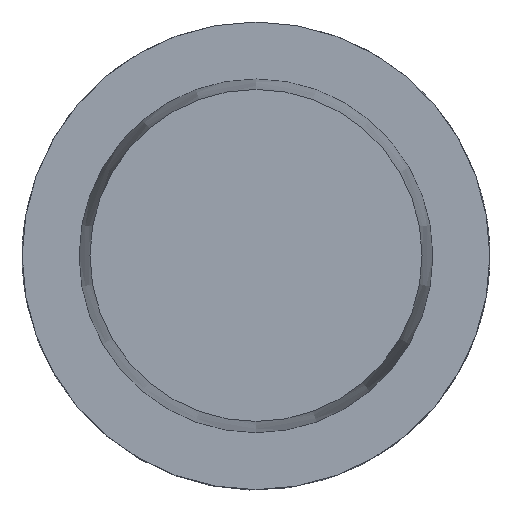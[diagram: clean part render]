
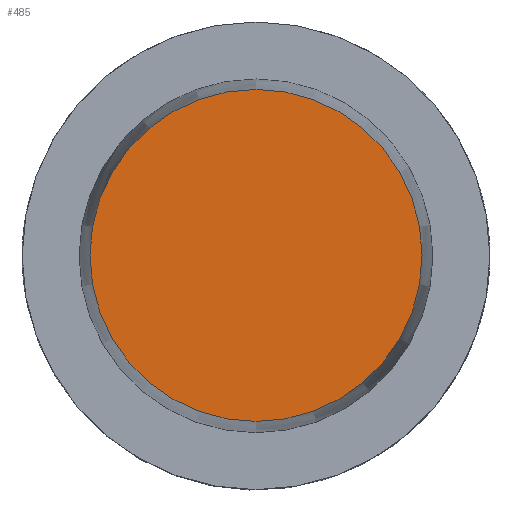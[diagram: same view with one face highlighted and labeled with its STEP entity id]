
A CAD part, top view. The second image highlights one B-rep face of the part: STEP entity #485.
In plain terms, the highlighted planar face has unit normal (0, 0, 1).
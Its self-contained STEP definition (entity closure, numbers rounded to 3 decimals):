
#485=ADVANCED_FACE('240[2]',(#1015),#1016,.T.);
#536=EDGE_CURVE('240[2]',#1076,#1076,#1077,.T.);
#1015=FACE_OUTER_BOUND('',#1911,.T.);
#1016=PLANE('',#1912);
#1076=VERTEX_POINT('',#2035);
#1077=CIRCLE('',#2036,14.2);
#1911=EDGE_LOOP('',(#2620));
#1912=AXIS2_PLACEMENT_3D('',#2621,#2622,#2623);
#2035=CARTESIAN_POINT('',(0.,14.2,20.0));
#2036=AXIS2_PLACEMENT_3D('',#2709,#2710,#2711);
#2620=ORIENTED_EDGE('',*,*,#536,.F.);
#2621=CARTESIAN_POINT('',(0.,7.1,20.0));
#2622=DIRECTION('',(0.,0.,1.0));
#2623=DIRECTION('',(1.0,0.,0.0));
#2709=CARTESIAN_POINT('',(0.,0.,20.0));
#2710=DIRECTION('',(0.,0.,-1.0));
#2711=DIRECTION('',(0.,1.0,0.));
